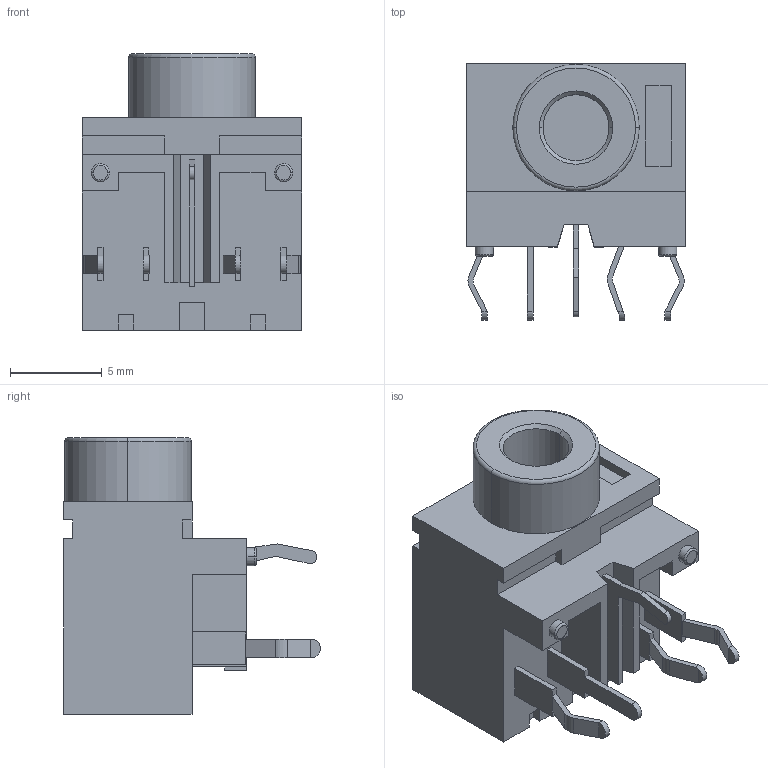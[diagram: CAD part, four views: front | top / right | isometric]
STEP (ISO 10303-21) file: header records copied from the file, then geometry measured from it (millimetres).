
FILE_DESCRIPTION((''),'2;1');
FILE_NAME('PJ-317-X','2020-04-10T',('Administrator'),(''),'PRO/ENGINEER BY PARAMETRIC TECHNOLOGY CORPORATION, 2010280','PRO/ENGINEER BY PARAMETRIC TECHNOLOGY CORPORATION, 2010280','');
FILE_SCHEMA(('CONFIG_CONTROL_DESIGN'));
Length unit declared in the file: millimetre
Products named in the file (1): PJ-317-X
Bounding box: 12 x 14 x 15.1 mm (x, y, z)
Volume: 1115.4 mm3; surface area: 1069.6 mm2
Topology: 1 solids, 1 shells, 635 faces, 1763 edges, 1168 vertices
Faces by surface type: plane 604, cylinder 23, torus 6, cone 2
Entity records: 19940 total; most frequent: CARTESIAN_POINT 3575, ORIENTED_EDGE 3526, DIRECTION 3089, EDGE_CURVE 1763, VECTOR 1699, LINE 1699, VERTEX_POINT 1168, AXIS2_PLACEMENT_3D 695
